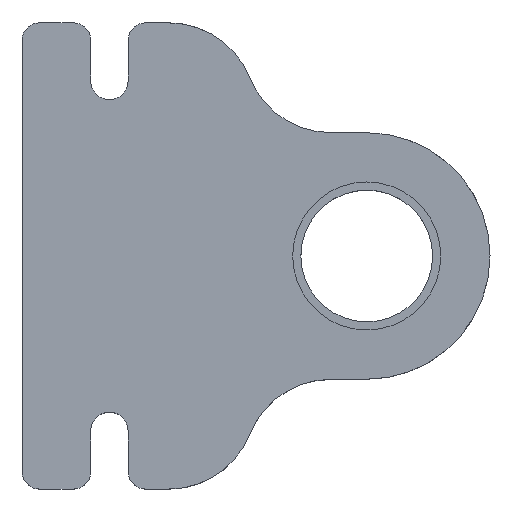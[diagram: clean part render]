
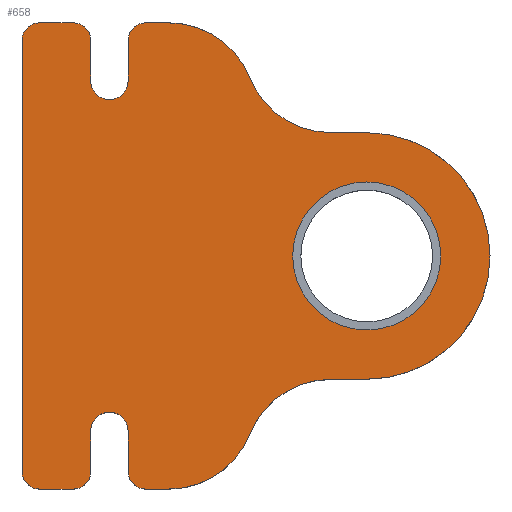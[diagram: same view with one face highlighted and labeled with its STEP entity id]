
A CAD part, top view. The second image highlights one B-rep face of the part: STEP entity #658.
In plain terms, the highlighted planar face has unit normal (0, 0, 1).
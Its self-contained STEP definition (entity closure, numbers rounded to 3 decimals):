
#23=FACE_BOUND('',#89,.T.);
#28=PLANE('',#715);
#50=FACE_OUTER_BOUND('',#88,.T.);
#88=EDGE_LOOP('',(#457,#458,#459,#460,#461,#462,#463,#464,#465,#466,#467,
#468,#469,#470,#471,#472,#473,#474,#475,#476,#477,#478,#479,#480));
#89=EDGE_LOOP('',(#481));
#128=LINE('',#1012,#186);
#131=LINE('',#1020,#189);
#132=LINE('',#1024,#190);
#133=LINE('',#1030,#191);
#134=LINE('',#1034,#192);
#135=LINE('',#1038,#193);
#136=LINE('',#1042,#194);
#137=LINE('',#1046,#195);
#138=LINE('',#1050,#196);
#139=LINE('',#1054,#197);
#140=LINE('',#1058,#198);
#186=VECTOR('',#805,10.);
#189=VECTOR('',#812,10.);
#190=VECTOR('',#815,10.);
#191=VECTOR('',#820,10.);
#192=VECTOR('',#823,10.);
#193=VECTOR('',#826,10.);
#194=VECTOR('',#829,10.);
#195=VECTOR('',#832,10.);
#196=VECTOR('',#835,10.);
#197=VECTOR('',#838,10.);
#198=VECTOR('',#841,10.);
#240=CIRCLE('',#706,12.7);
#244=CIRCLE('',#712,15.);
#246=CIRCLE('',#716,15.);
#247=CIRCLE('',#717,21.15);
#248=CIRCLE('',#718,15.);
#249=CIRCLE('',#719,15.);
#250=CIRCLE('',#720,3.);
#251=CIRCLE('',#721,3.2);
#252=CIRCLE('',#722,3.);
#253=CIRCLE('',#723,3.);
#254=CIRCLE('',#724,3.);
#255=CIRCLE('',#725,3.);
#256=CIRCLE('',#726,3.2);
#257=CIRCLE('',#727,3.);
#276=VERTEX_POINT('',#989);
#281=VERTEX_POINT('',#1001);
#282=VERTEX_POINT('',#1003);
#285=VERTEX_POINT('',#1011);
#287=VERTEX_POINT('',#1017);
#288=VERTEX_POINT('',#1019);
#289=VERTEX_POINT('',#1021);
#290=VERTEX_POINT('',#1023);
#291=VERTEX_POINT('',#1025);
#292=VERTEX_POINT('',#1027);
#293=VERTEX_POINT('',#1029);
#294=VERTEX_POINT('',#1031);
#295=VERTEX_POINT('',#1033);
#296=VERTEX_POINT('',#1035);
#297=VERTEX_POINT('',#1037);
#298=VERTEX_POINT('',#1039);
#299=VERTEX_POINT('',#1041);
#300=VERTEX_POINT('',#1043);
#301=VERTEX_POINT('',#1045);
#302=VERTEX_POINT('',#1047);
#303=VERTEX_POINT('',#1049);
#304=VERTEX_POINT('',#1051);
#305=VERTEX_POINT('',#1053);
#306=VERTEX_POINT('',#1055);
#307=VERTEX_POINT('',#1057);
#342=EDGE_CURVE('',#276,#276,#240,.T.);
#348=EDGE_CURVE('',#281,#282,#244,.T.);
#352=EDGE_CURVE('',#285,#282,#128,.T.);
#355=EDGE_CURVE('',#287,#281,#246,.T.);
#356=EDGE_CURVE('',#287,#288,#131,.T.);
#357=EDGE_CURVE('',#288,#289,#247,.T.);
#358=EDGE_CURVE('',#289,#290,#132,.T.);
#359=EDGE_CURVE('',#291,#290,#248,.T.);
#360=EDGE_CURVE('',#292,#291,#249,.T.);
#361=EDGE_CURVE('',#292,#293,#133,.T.);
#362=EDGE_CURVE('',#293,#294,#250,.T.);
#363=EDGE_CURVE('',#294,#295,#134,.T.);
#364=EDGE_CURVE('',#295,#296,#251,.T.);
#365=EDGE_CURVE('',#296,#297,#135,.T.);
#366=EDGE_CURVE('',#297,#298,#252,.T.);
#367=EDGE_CURVE('',#298,#299,#136,.T.);
#368=EDGE_CURVE('',#299,#300,#253,.T.);
#369=EDGE_CURVE('',#300,#301,#137,.T.);
#370=EDGE_CURVE('',#301,#302,#254,.T.);
#371=EDGE_CURVE('',#302,#303,#138,.T.);
#372=EDGE_CURVE('',#303,#304,#255,.T.);
#373=EDGE_CURVE('',#304,#305,#139,.T.);
#374=EDGE_CURVE('',#305,#306,#256,.T.);
#375=EDGE_CURVE('',#306,#307,#140,.T.);
#376=EDGE_CURVE('',#307,#285,#257,.T.);
#457=ORIENTED_EDGE('',*,*,#348,.F.);
#458=ORIENTED_EDGE('',*,*,#355,.F.);
#459=ORIENTED_EDGE('',*,*,#356,.T.);
#460=ORIENTED_EDGE('',*,*,#357,.T.);
#461=ORIENTED_EDGE('',*,*,#358,.T.);
#462=ORIENTED_EDGE('',*,*,#359,.F.);
#463=ORIENTED_EDGE('',*,*,#360,.F.);
#464=ORIENTED_EDGE('',*,*,#361,.T.);
#465=ORIENTED_EDGE('',*,*,#362,.T.);
#466=ORIENTED_EDGE('',*,*,#363,.T.);
#467=ORIENTED_EDGE('',*,*,#364,.T.);
#468=ORIENTED_EDGE('',*,*,#365,.T.);
#469=ORIENTED_EDGE('',*,*,#366,.T.);
#470=ORIENTED_EDGE('',*,*,#367,.T.);
#471=ORIENTED_EDGE('',*,*,#368,.T.);
#472=ORIENTED_EDGE('',*,*,#369,.T.);
#473=ORIENTED_EDGE('',*,*,#370,.T.);
#474=ORIENTED_EDGE('',*,*,#371,.T.);
#475=ORIENTED_EDGE('',*,*,#372,.T.);
#476=ORIENTED_EDGE('',*,*,#373,.T.);
#477=ORIENTED_EDGE('',*,*,#374,.T.);
#478=ORIENTED_EDGE('',*,*,#375,.T.);
#479=ORIENTED_EDGE('',*,*,#376,.T.);
#480=ORIENTED_EDGE('',*,*,#352,.T.);
#481=ORIENTED_EDGE('',*,*,#342,.T.);
#658=ADVANCED_FACE('',(#50,#23),#28,.T.);
#706=AXIS2_PLACEMENT_3D('',#990,#783,#784);
#712=AXIS2_PLACEMENT_3D('',#1004,#797,#798);
#715=AXIS2_PLACEMENT_3D('',#1016,#808,#809);
#716=AXIS2_PLACEMENT_3D('',#1018,#810,#811);
#717=AXIS2_PLACEMENT_3D('',#1022,#813,#814);
#718=AXIS2_PLACEMENT_3D('',#1026,#816,#817);
#719=AXIS2_PLACEMENT_3D('',#1028,#818,#819);
#720=AXIS2_PLACEMENT_3D('',#1032,#821,#822);
#721=AXIS2_PLACEMENT_3D('',#1036,#824,#825);
#722=AXIS2_PLACEMENT_3D('',#1040,#827,#828);
#723=AXIS2_PLACEMENT_3D('',#1044,#830,#831);
#724=AXIS2_PLACEMENT_3D('',#1048,#833,#834);
#725=AXIS2_PLACEMENT_3D('',#1052,#836,#837);
#726=AXIS2_PLACEMENT_3D('',#1056,#839,#840);
#727=AXIS2_PLACEMENT_3D('',#1059,#842,#843);
#783=DIRECTION('center_axis',(0.,0.,-1.));
#784=DIRECTION('ref_axis',(-1.,0.,0.));
#797=DIRECTION('center_axis',(0.,0.,-1.));
#798=DIRECTION('ref_axis',(0.,1.,0.));
#805=DIRECTION('',(1.,0.,0.));
#808=DIRECTION('center_axis',(0.,0.,1.));
#809=DIRECTION('ref_axis',(1.,0.,0.));
#810=DIRECTION('center_axis',(0.,0.,1.));
#811=DIRECTION('ref_axis',(-0.708,0.706,0.));
#812=DIRECTION('',(1.,0.003,0.));
#813=DIRECTION('center_axis',(0.,0.,1.));
#814=DIRECTION('ref_axis',(-1.,0.,0.));
#815=DIRECTION('',(-1.,0.003,0.));
#816=DIRECTION('center_axis',(0.,0.,1.));
#817=DIRECTION('ref_axis',(-0.708,-0.706,0.));
#818=DIRECTION('center_axis',(0.,0.,-1.));
#819=DIRECTION('ref_axis',(0.,-1.,0.));
#820=DIRECTION('',(-1.,0.,0.));
#821=DIRECTION('center_axis',(0.,0.,1.));
#822=DIRECTION('ref_axis',(0.,1.,0.));
#823=DIRECTION('',(0.,-1.,0.));
#824=DIRECTION('center_axis',(0.,0.,-1.));
#825=DIRECTION('ref_axis',(-1.,0.,0.));
#826=DIRECTION('',(0.,1.,0.));
#827=DIRECTION('center_axis',(0.,0.,1.));
#828=DIRECTION('ref_axis',(1.,0.,0.));
#829=DIRECTION('',(-1.,0.,0.));
#830=DIRECTION('center_axis',(0.,0.,1.));
#831=DIRECTION('ref_axis',(0.,1.,0.));
#832=DIRECTION('',(0.,-1.,0.));
#833=DIRECTION('center_axis',(0.,0.,1.));
#834=DIRECTION('ref_axis',(-1.,0.,0.));
#835=DIRECTION('',(1.,0.,0.));
#836=DIRECTION('center_axis',(0.,0.,1.));
#837=DIRECTION('ref_axis',(0.,-1.,0.));
#838=DIRECTION('',(0.,1.,0.));
#839=DIRECTION('center_axis',(0.,0.,-1.));
#840=DIRECTION('ref_axis',(1.,0.,0.));
#841=DIRECTION('',(0.,-1.,0.));
#842=DIRECTION('center_axis',(0.,0.,1.));
#843=DIRECTION('ref_axis',(-1.,0.,0.));
#989=CARTESIAN_POINT('',(71.85,250.,38.));
#990=CARTESIAN_POINT('Origin',(59.15,250.,38.));
#1001=CARTESIAN_POINT('',(39.078,219.416,38.));
#1003=CARTESIAN_POINT('',(25.156,210.,38.));
#1004=CARTESIAN_POINT('Origin',(25.156,225.,38.));
#1011=CARTESIAN_POINT('',(21.2,210.,38.));
#1012=CARTESIAN_POINT('',(20.5,210.,38.));
#1016=CARTESIAN_POINT('Origin',(40.15,250.,38.));
#1017=CARTESIAN_POINT('',(52.957,228.832,38.));
#1018=CARTESIAN_POINT('Origin',(53.,213.832,38.));
#1019=CARTESIAN_POINT('',(59.15,228.85,38.));
#1020=CARTESIAN_POINT('',(35.106,228.78,38.));
#1021=CARTESIAN_POINT('',(59.15,271.15,38.));
#1022=CARTESIAN_POINT('Origin',(59.15,250.,38.));
#1023=CARTESIAN_POINT('',(52.957,271.168,38.));
#1024=CARTESIAN_POINT('',(49.681,271.177,38.));
#1025=CARTESIAN_POINT('',(39.078,280.584,38.));
#1026=CARTESIAN_POINT('Origin',(53.,286.168,38.));
#1027=CARTESIAN_POINT('',(25.156,290.,38.));
#1028=CARTESIAN_POINT('Origin',(25.156,275.,38.));
#1029=CARTESIAN_POINT('',(21.2,290.,38.));
#1030=CARTESIAN_POINT('',(34.781,290.,38.));
#1031=CARTESIAN_POINT('',(18.2,287.,38.));
#1032=CARTESIAN_POINT('Origin',(21.2,287.,38.));
#1033=CARTESIAN_POINT('',(18.2,280.,38.));
#1034=CARTESIAN_POINT('',(18.2,268.5,38.));
#1035=CARTESIAN_POINT('',(11.8,280.,38.));
#1036=CARTESIAN_POINT('Origin',(15.,280.,38.));
#1037=CARTESIAN_POINT('',(11.8,287.,38.));
#1038=CARTESIAN_POINT('',(11.8,265.,38.));
#1039=CARTESIAN_POINT('',(8.8,290.,38.));
#1040=CARTESIAN_POINT('Origin',(8.8,287.,38.));
#1041=CARTESIAN_POINT('',(3.,290.,38.));
#1042=CARTESIAN_POINT('',(9.5,290.,38.));
#1043=CARTESIAN_POINT('',(0.,287.,38.));
#1044=CARTESIAN_POINT('Origin',(3.,287.,38.));
#1045=CARTESIAN_POINT('',(0.,213.,38.));
#1046=CARTESIAN_POINT('',(0.,30.,38.));
#1047=CARTESIAN_POINT('',(3.,210.,38.));
#1048=CARTESIAN_POINT('Origin',(3.,213.,38.));
#1049=CARTESIAN_POINT('',(8.8,210.,38.));
#1050=CARTESIAN_POINT('',(3.,210.,38.));
#1051=CARTESIAN_POINT('',(11.8,213.,38.));
#1052=CARTESIAN_POINT('Origin',(8.8,213.,38.));
#1053=CARTESIAN_POINT('',(11.8,220.,38.));
#1054=CARTESIAN_POINT('',(11.8,231.5,38.));
#1055=CARTESIAN_POINT('',(18.2,220.,38.));
#1056=CARTESIAN_POINT('Origin',(15.,220.,38.));
#1057=CARTESIAN_POINT('',(18.2,213.,38.));
#1058=CARTESIAN_POINT('',(18.2,235.,38.));
#1059=CARTESIAN_POINT('Origin',(21.2,213.,38.));
